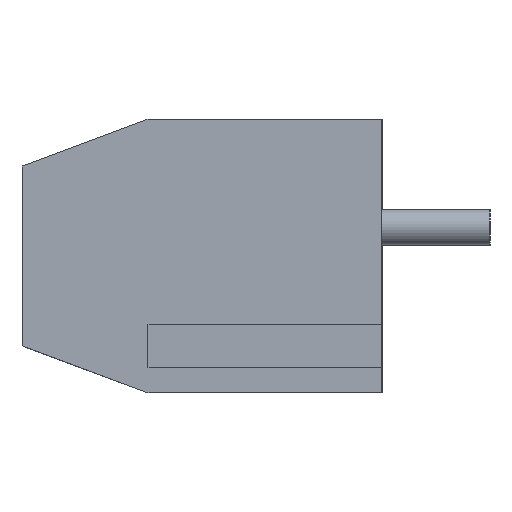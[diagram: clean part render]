
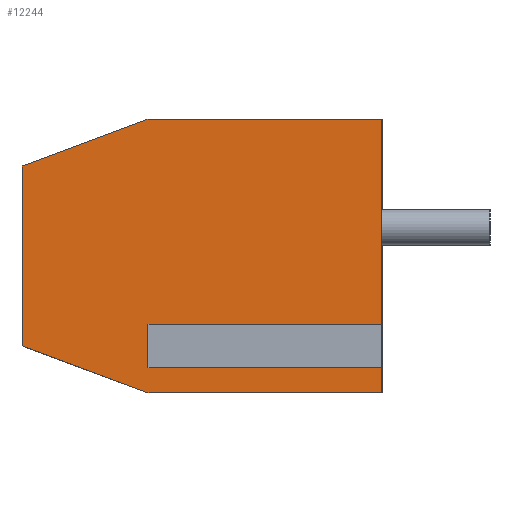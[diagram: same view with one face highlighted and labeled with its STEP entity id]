
A CAD part, left-side view. The second image highlights one B-rep face of the part: STEP entity #12244.
In plain terms, the highlighted planar face has unit normal (-1, 0, 0).
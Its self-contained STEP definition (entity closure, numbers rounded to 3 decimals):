
#18 = DIRECTION ( 'NONE',  ( 0., -1., 0. ) ) ;
#97 = VERTEX_POINT ( 'NONE', #1899 ) ;
#130 = CARTESIAN_POINT ( 'NONE',  ( -5., 0., -2.118 ) ) ;
#165 = VERTEX_POINT ( 'NONE', #130 ) ;
#416 = ORIENTED_EDGE ( 'NONE', *, *, #11008, .F. ) ;
#480 = EDGE_CURVE ( 'NONE', #165, #524, #12218, .T. ) ;
#524 = VERTEX_POINT ( 'NONE', #2132 ) ;
#623 = VERTEX_POINT ( 'NONE', #2381 ) ;
#692 = LINE ( 'NONE', #1970, #4261 ) ;
#758 = DIRECTION ( 'NONE',  ( 1., 0., 0. ) ) ;
#790 = CARTESIAN_POINT ( 'NONE',  ( -5., 0., -2.882 ) ) ;
#1072 = LINE ( 'NONE', #8928, #5280 ) ;
#1232 = ORIENTED_EDGE ( 'NONE', *, *, #6498, .F. ) ;
#1601 = VECTOR ( 'NONE', #12273, 1000. ) ;
#1778 = ORIENTED_EDGE ( 'NONE', *, *, #480, .T. ) ;
#1899 = CARTESIAN_POINT ( 'NONE',  ( -5., 10., 2.5 ) ) ;
#1970 = CARTESIAN_POINT ( 'NONE',  ( -5., 6.5, 3.8 ) ) ;
#2029 = CARTESIAN_POINT ( 'NONE',  ( -5., 6.5, -2.118 ) ) ;
#2132 = CARTESIAN_POINT ( 'NONE',  ( -5., 0., 3.8 ) ) ;
#2381 = CARTESIAN_POINT ( 'NONE',  ( -5., 0., -3.8 ) ) ;
#2518 = LINE ( 'NONE', #11481, #11116 ) ;
#2668 = LINE ( 'NONE', #11846, #9580 ) ;
#2693 = CARTESIAN_POINT ( 'NONE',  ( -5., 6.5, -2.882 ) ) ;
#2996 = LINE ( 'NONE', #6345, #1601 ) ;
#3923 = DIRECTION ( 'NONE',  ( 0., -0.937, 0.348 ) ) ;
#4155 = EDGE_LOOP ( 'NONE', ( #1232, #11620, #8555, #1778, #8710, #8586, #416, #7930, #10516, #7347 ) ) ;
#4261 = VECTOR ( 'NONE', #3923, 1000. ) ;
#4311 = DIRECTION ( 'NONE',  ( 0., -1., 0. ) ) ;
#4447 = CARTESIAN_POINT ( 'NONE',  ( -5., 6.5, -2.118 ) ) ;
#4751 = EDGE_CURVE ( 'NONE', #97, #7660, #692, .T. ) ;
#4802 = EDGE_CURVE ( 'NONE', #623, #8596, #11928, .T. ) ;
#4914 = CARTESIAN_POINT ( 'NONE',  ( -5., 6.5, -3.8 ) ) ;
#5120 = CARTESIAN_POINT ( 'NONE',  ( -5., 0., -3.8 ) ) ;
#5280 = VECTOR ( 'NONE', #18, 1000. ) ;
#5838 = DIRECTION ( 'NONE',  ( 0., -1., 0. ) ) ;
#6136 = DIRECTION ( 'NONE',  ( 0., 0., 1. ) ) ;
#6345 = CARTESIAN_POINT ( 'NONE',  ( -5., 10., -2.5 ) ) ;
#6434 = DIRECTION ( 'NONE',  ( 0., 0., 1. ) ) ;
#6460 = VECTOR ( 'NONE', #6136, 1000. ) ;
#6498 = EDGE_CURVE ( 'NONE', #11770, #8596, #1072, .T. ) ;
#6550 = VERTEX_POINT ( 'NONE', #4914 ) ;
#6730 = CARTESIAN_POINT ( 'NONE',  ( -5., 10., -3.8 ) ) ;
#7071 = DIRECTION ( 'NONE',  ( 0., 0., 1. ) ) ;
#7170 = EDGE_CURVE ( 'NONE', #7660, #524, #11044, .T. ) ;
#7191 = EDGE_CURVE ( 'NONE', #8005, #165, #9360, .T. ) ;
#7347 = ORIENTED_EDGE ( 'NONE', *, *, #4802, .T. ) ;
#7514 = VERTEX_POINT ( 'NONE', #11908 ) ;
#7660 = VERTEX_POINT ( 'NONE', #9491 ) ;
#7930 = ORIENTED_EDGE ( 'NONE', *, *, #10859, .F. ) ;
#8005 = VERTEX_POINT ( 'NONE', #2029 ) ;
#8397 = VECTOR ( 'NONE', #11398, 1000. ) ;
#8555 = ORIENTED_EDGE ( 'NONE', *, *, #7191, .T. ) ;
#8557 = VECTOR ( 'NONE', #4311, 1000. ) ;
#8586 = ORIENTED_EDGE ( 'NONE', *, *, #4751, .F. ) ;
#8596 = VERTEX_POINT ( 'NONE', #790 ) ;
#8710 = ORIENTED_EDGE ( 'NONE', *, *, #7170, .F. ) ;
#8753 = VECTOR ( 'NONE', #8754, 1000. ) ;
#8754 = DIRECTION ( 'NONE',  ( 0., 0., -1. ) ) ;
#8806 = VECTOR ( 'NONE', #7071, 1000. ) ;
#8928 = CARTESIAN_POINT ( 'NONE',  ( -5., 6.5, -2.882 ) ) ;
#9294 = CARTESIAN_POINT ( 'NONE',  ( -5., 10., 3.8 ) ) ;
#9360 = LINE ( 'NONE', #4447, #8557 ) ;
#9491 = CARTESIAN_POINT ( 'NONE',  ( -5., 6.5, 3.8 ) ) ;
#9500 = FACE_OUTER_BOUND ( 'NONE', #4155, .T. ) ;
#9580 = VECTOR ( 'NONE', #5838, 1000. ) ;
#9808 = DIRECTION ( 'NONE',  ( 0., 0., -1. ) ) ;
#10153 = EDGE_CURVE ( 'NONE', #6550, #623, #2668, .T. ) ;
#10516 = ORIENTED_EDGE ( 'NONE', *, *, #10153, .T. ) ;
#10763 = PLANE ( 'NONE',  #11882 ) ;
#10859 = EDGE_CURVE ( 'NONE', #6550, #7514, #2996, .T. ) ;
#11008 = EDGE_CURVE ( 'NONE', #7514, #97, #2518, .T. ) ;
#11044 = LINE ( 'NONE', #9294, #8397 ) ;
#11116 = VECTOR ( 'NONE', #6434, 1000. ) ;
#11173 = CARTESIAN_POINT ( 'NONE',  ( -5., 0., -3.8 ) ) ;
#11398 = DIRECTION ( 'NONE',  ( 0., -1., 0. ) ) ;
#11481 = CARTESIAN_POINT ( 'NONE',  ( -5., 10., -3.8 ) ) ;
#11620 = ORIENTED_EDGE ( 'NONE', *, *, #11808, .F. ) ;
#11682 = CARTESIAN_POINT ( 'NONE',  ( -5., 6.5, -2.882 ) ) ;
#11770 = VERTEX_POINT ( 'NONE', #11682 ) ;
#11808 = EDGE_CURVE ( 'NONE', #8005, #11770, #12461, .T. ) ;
#11846 = CARTESIAN_POINT ( 'NONE',  ( -5., 10., -3.8 ) ) ;
#11882 = AXIS2_PLACEMENT_3D ( 'NONE', #6730, #758, #9808 ) ;
#11908 = CARTESIAN_POINT ( 'NONE',  ( -5., 10., -2.5 ) ) ;
#11928 = LINE ( 'NONE', #5120, #6460 ) ;
#12218 = LINE ( 'NONE', #11173, #8806 ) ;
#12244 = ADVANCED_FACE ( 'NONE', ( #9500 ), #10763, .F. ) ;
#12273 = DIRECTION ( 'NONE',  ( 0., 0.937, 0.348 ) ) ;
#12461 = LINE ( 'NONE', #2693, #8753 ) ;
